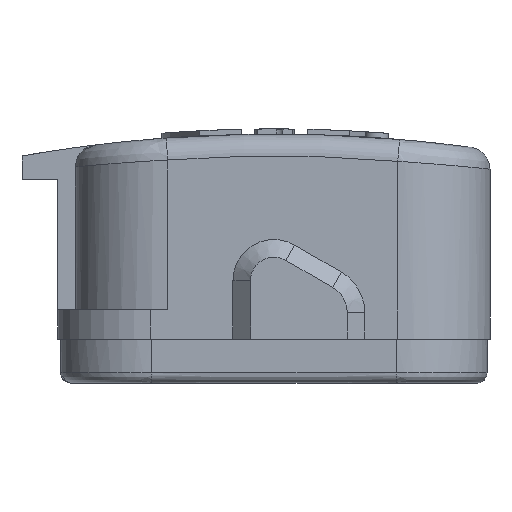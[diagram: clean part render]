
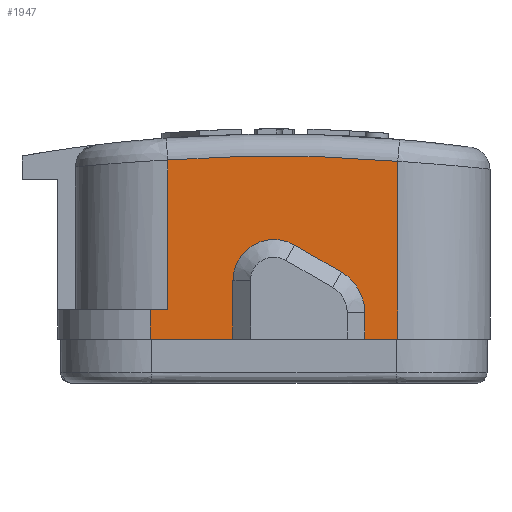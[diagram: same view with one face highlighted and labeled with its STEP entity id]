
A CAD part, left-side view. The second image highlights one B-rep face of the part: STEP entity #1947.
In plain terms, the highlighted planar face has unit normal (-1, 0, 0).
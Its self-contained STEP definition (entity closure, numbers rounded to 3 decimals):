
#1576=CIRCLE('',#5414,2.8);
#1577=CIRCLE('',#5415,3.2);
#1578=CIRCLE('',#5416,98.5);
#1947=ADVANCED_FACE('',(#2262),#2127,.F.);
#2127=PLANE('',#5417);
#2262=FACE_OUTER_BOUND('',#2500,.T.);
#2500=EDGE_LOOP('',(#3213,#3214,#3215,#3216,#3217,#3218,#3219,#3220,#3221,
#3222,#3223,#3224));
#3213=ORIENTED_EDGE('',*,*,#4381,.F.);
#3214=ORIENTED_EDGE('',*,*,#4401,.T.);
#3215=ORIENTED_EDGE('',*,*,#4402,.T.);
#3216=ORIENTED_EDGE('',*,*,#4403,.T.);
#3217=ORIENTED_EDGE('',*,*,#4404,.T.);
#3218=ORIENTED_EDGE('',*,*,#4405,.T.);
#3219=ORIENTED_EDGE('',*,*,#4376,.F.);
#3220=ORIENTED_EDGE('',*,*,#4406,.T.);
#3221=ORIENTED_EDGE('',*,*,#4407,.T.);
#3222=ORIENTED_EDGE('',*,*,#4408,.T.);
#3223=ORIENTED_EDGE('',*,*,#4351,.T.);
#3224=ORIENTED_EDGE('',*,*,#4409,.T.);
#3923=VERTEX_POINT('',#10401);
#3924=VERTEX_POINT('',#10403);
#3941=VERTEX_POINT('',#10460);
#3942=VERTEX_POINT('',#10461);
#3945=VERTEX_POINT('',#10468);
#3946=VERTEX_POINT('',#10470);
#3960=VERTEX_POINT('',#10506);
#3961=VERTEX_POINT('',#10508);
#3962=VERTEX_POINT('',#10510);
#3963=VERTEX_POINT('',#10512);
#3964=VERTEX_POINT('',#10515);
#3965=VERTEX_POINT('',#10517);
#4351=EDGE_CURVE('',#3924,#3923,#4705,.T.);
#4376=EDGE_CURVE('',#3941,#3942,#4725,.T.);
#4381=EDGE_CURVE('',#3945,#3946,#4730,.T.);
#4401=EDGE_CURVE('',#3945,#3960,#4743,.T.);
#4402=EDGE_CURVE('',#3960,#3961,#1576,.T.);
#4403=EDGE_CURVE('',#3961,#3962,#4744,.T.);
#4404=EDGE_CURVE('',#3962,#3963,#1577,.T.);
#4405=EDGE_CURVE('',#3963,#3942,#4745,.T.);
#4406=EDGE_CURVE('',#3941,#3964,#4746,.T.);
#4407=EDGE_CURVE('',#3964,#3965,#1578,.T.);
#4408=EDGE_CURVE('',#3965,#3924,#4747,.T.);
#4409=EDGE_CURVE('',#3923,#3946,#4748,.T.);
#4705=LINE('',#10402,#4923);
#4725=LINE('',#10459,#4943);
#4730=LINE('',#10469,#4948);
#4743=LINE('',#10505,#4961);
#4744=LINE('',#10509,#4962);
#4745=LINE('',#10513,#4963);
#4746=LINE('',#10514,#4964);
#4747=LINE('',#10518,#4965);
#4748=LINE('',#10519,#4966);
#4923=VECTOR('',#5860,1.);
#4943=VECTOR('',#5888,1.);
#4948=VECTOR('',#5893,1.);
#4961=VECTOR('',#5924,1.);
#4962=VECTOR('',#5927,1.);
#4963=VECTOR('',#5930,1.);
#4964=VECTOR('',#5931,1.);
#4965=VECTOR('',#5934,1.);
#4966=VECTOR('',#5935,1.);
#5414=AXIS2_PLACEMENT_3D('',#10507,#5925,#5926);
#5415=AXIS2_PLACEMENT_3D('',#10511,#5928,#5929);
#5416=AXIS2_PLACEMENT_3D('',#10516,#5932,#5933);
#5417=AXIS2_PLACEMENT_3D('',#10520,#5936,#5937);
#5860=DIRECTION('',(0.,1.,0.));
#5888=DIRECTION('',(0.,1.,0.));
#5893=DIRECTION('',(0.,1.,0.));
#5924=DIRECTION('',(0.,0.,1.));
#5925=DIRECTION('',(1.,0.,0.));
#5926=DIRECTION('',(0.,0.,-1.));
#5927=DIRECTION('',(0.,-0.866,-0.5));
#5928=DIRECTION('',(1.,0.,0.));
#5929=DIRECTION('',(0.,0.,-1.));
#5930=DIRECTION('',(0.,0.,-1.));
#5931=DIRECTION('',(0.,0.,1.));
#5932=DIRECTION('',(-1.,0.,0.));
#5933=DIRECTION('',(0.,0.,-1.));
#5934=DIRECTION('',(0.,0.,-1.));
#5935=DIRECTION('',(0.,0.,-1.));
#5936=DIRECTION('',(1.,0.,0.));
#5937=DIRECTION('',(0.,0.,-1.));
#10401=CARTESIAN_POINT('',(-39.65,8.45,5.));
#10402=CARTESIAN_POINT('',(-39.65,13.55,5.));
#10403=CARTESIAN_POINT('',(-39.65,7.25,5.));
#10459=CARTESIAN_POINT('',(-39.65,-14.75,3.));
#10460=CARTESIAN_POINT('',(-39.65,-8.45,3.));
#10461=CARTESIAN_POINT('',(-39.65,-6.2,3.));
#10468=CARTESIAN_POINT('',(-39.65,2.8,3.));
#10469=CARTESIAN_POINT('',(-39.65,-14.75,3.));
#10470=CARTESIAN_POINT('',(-39.65,8.45,3.));
#10505=CARTESIAN_POINT('',(-39.65,2.8,-83.));
#10506=CARTESIAN_POINT('',(-39.65,2.8,7.));
#10507=CARTESIAN_POINT('',(-39.65,0.,7.));
#10508=CARTESIAN_POINT('',(-39.65,-1.4,9.425));
#10509=CARTESIAN_POINT('',(-39.65,-40.371,-13.075));
#10510=CARTESIAN_POINT('',(-39.65,-4.6,7.578));
#10511=CARTESIAN_POINT('',(-39.65,-3.,4.806));
#10512=CARTESIAN_POINT('',(-39.65,-6.2,4.806));
#10513=CARTESIAN_POINT('',(-39.65,-6.2,-83.));
#10514=CARTESIAN_POINT('',(-39.65,-8.45,-83.));
#10515=CARTESIAN_POINT('',(-39.65,-8.45,15.137));
#10516=CARTESIAN_POINT('',(-39.65,0.,-83.));
#10517=CARTESIAN_POINT('',(-39.65,7.25,15.233));
#10518=CARTESIAN_POINT('',(-39.65,7.25,5.));
#10519=CARTESIAN_POINT('',(-39.65,8.45,-83.));
#10520=CARTESIAN_POINT('',(-39.65,0.,-83.));
